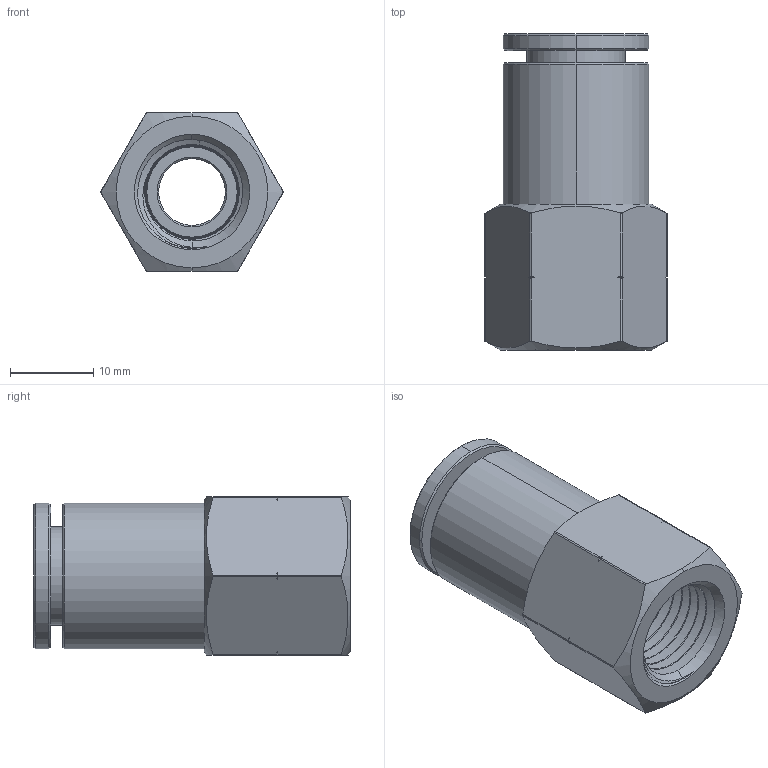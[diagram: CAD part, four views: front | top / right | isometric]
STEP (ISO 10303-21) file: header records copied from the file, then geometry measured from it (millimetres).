
FILE_DESCRIPTION (( 'STEP AP203' ), '1' );
FILE_NAME ('FCS10R1-4W.step', '2017-02-01T23:25:57', ( '' ), ( '' ), 'SwSTEP 2.0', 'SolidWorks 2016', '' );
FILE_SCHEMA (( 'CONFIG_CONTROL_DESIGN' ));
Length unit declared in the file: millimetre
Products named in the file (1): FCS10R1-4W
Bounding box: 21.88 x 37.96 x 19 mm (x, y, z)
Volume: 6382.1 mm3; surface area: 7544.6 mm2
Topology: 6 solids, 6 shells, 479 faces, 1348 edges, 886 vertices
Faces by surface type: cone 166, plane 155, bspline 81, cylinder 77
Entity records: 21426 total; most frequent: CARTESIAN_POINT 10233, ORIENTED_EDGE 2696, DIRECTION 1845, EDGE_CURVE 1348, VERTEX_POINT 886, AXIS2_PLACEMENT_3D 745, B_SPLINE_CURVE_WITH_KNOTS 647, EDGE_LOOP 496
